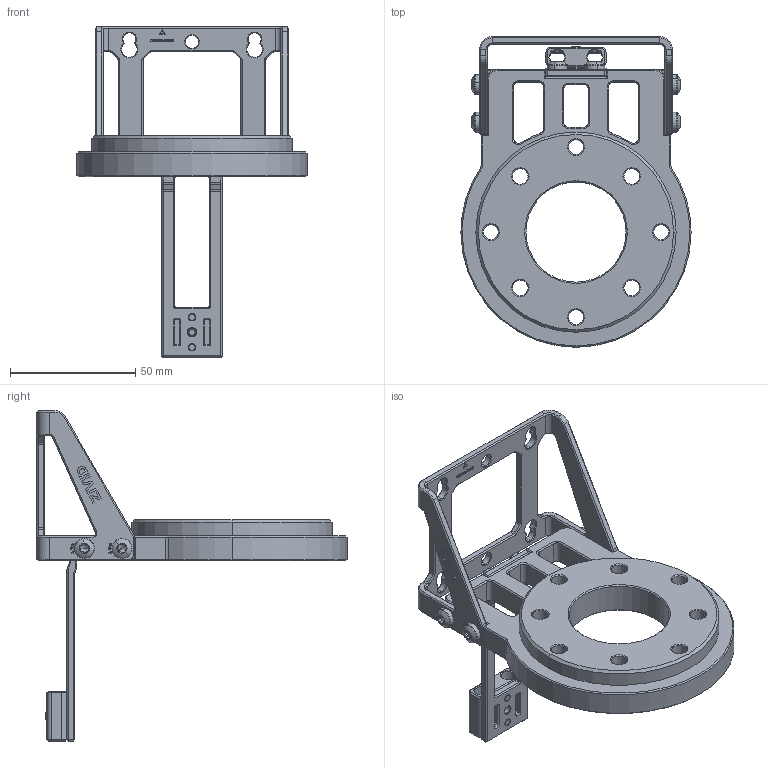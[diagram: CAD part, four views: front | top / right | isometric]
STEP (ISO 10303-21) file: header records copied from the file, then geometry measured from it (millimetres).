
FILE_DESCRIPTION (( 'STEP AP214' ), '1' );
FILE_NAME ('Zivid On-Arm OA211.STEP', '2022-01-31T13:00:40', ( '' ), ( '' ), 'SwSTEP 2.0', 'SolidWorks 2021', '' );
FILE_SCHEMA (( 'AUTOMOTIVE_DESIGN' ));
Length unit declared in the file: millimetre
Products named in the file (1): Zivid On-Arm OA211
Bounding box: 92 x 124 x 132 mm (x, y, z)
Volume: 88367.8 mm3; surface area: 40819.8 mm2
Topology: 10 solids, 10 shells, 1883 faces, 4618 edges, 2789 vertices
Faces by surface type: plane 743, cylinder 403, cone 395, bspline 282, torus 60
Entity records: 80186 total; most frequent: CARTESIAN_POINT 17009, ORIENTED_EDGE 9152, DIRECTION 8260, EDGE_CURVE 4576, AXIS2_PLACEMENT_3D 3106, VERTEX_POINT 2789, VECTOR 2048, LINE 2048
